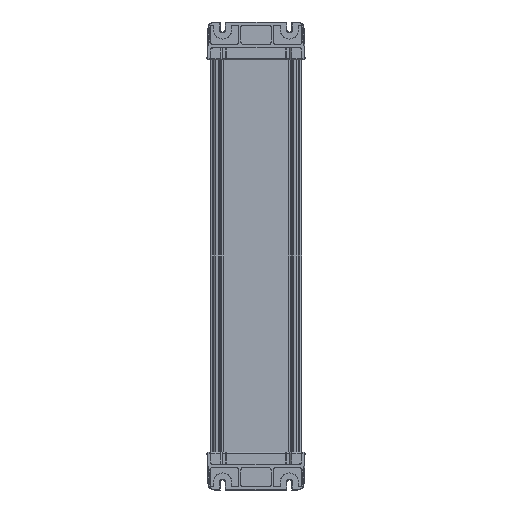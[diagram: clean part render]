
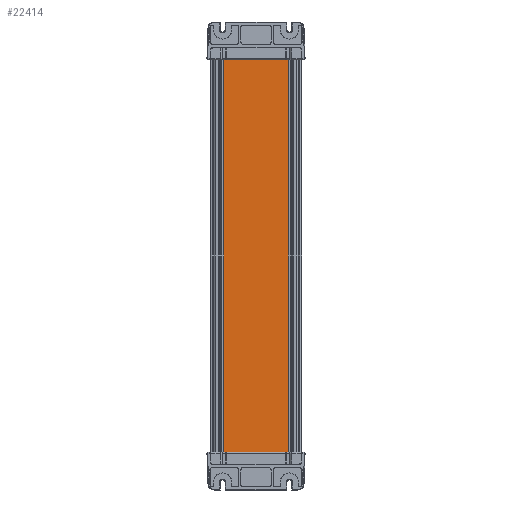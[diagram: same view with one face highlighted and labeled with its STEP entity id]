
A CAD part, front view. The second image highlights one B-rep face of the part: STEP entity #22414.
In plain terms, the highlighted planar face has unit normal (0, -1, 0).
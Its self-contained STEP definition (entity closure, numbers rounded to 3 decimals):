
#34 = EDGE_CURVE ( 'Defeatured_2_75+Defeatured_2_1+Defeatured_2_74+Defeatured_2_76', #26884, #23457, #40954, .T. ) ;
#1851 = CARTESIAN_POINT ( 'NONE',  ( -121.693, -37.619, -25.222 ) ) ;
#4660 = CARTESIAN_POINT ( 'NONE',  ( -121.693, -37.619, 317.778 ) ) ;
#6173 = DIRECTION ( 'NONE',  ( 0., 1., 0. ) ) ;
#9925 = DIRECTION ( 'NONE',  ( 0., 0., -1. ) ) ;
#11088 = VERTEX_POINT ( 'NONE', #36163 ) ;
#11350 = EDGE_CURVE ( 'Defeatured_2_75+Defeatured_2_74+Defeatured_2_0+Defeatured_2_1', #50391, #26884, #17585, .T. ) ;
#12572 = LINE ( 'NONE', #12789, #43851 ) ;
#12789 = CARTESIAN_POINT ( 'NONE',  ( -121.693, -37.619, 317.778 ) ) ;
#15607 = ORIENTED_EDGE ( 'NONE', *, *, #32675, .F. ) ;
#17399 = DIRECTION ( 'NONE',  ( 0., 0., -1. ) ) ;
#17585 = LINE ( 'NONE', #21990, #38001 ) ;
#18590 = AXIS2_PLACEMENT_3D ( 'NONE', #42621, #6173, #9925 ) ;
#20084 = CARTESIAN_POINT ( 'NONE',  ( -121.693, -37.619, -25.222 ) ) ;
#21990 = CARTESIAN_POINT ( 'NONE',  ( -121.693, -37.619, 317.778 ) ) ;
#22414 = ADVANCED_FACE ( 'Defeatured_2_75', ( #41383 ), #26384, .F. ) ;
#22743 = DIRECTION ( 'NONE',  ( 1., 0., 0. ) ) ;
#23457 = VERTEX_POINT ( 'NONE', #34470 ) ;
#26384 = PLANE ( 'NONE',  #18590 ) ;
#26884 = VERTEX_POINT ( 'NONE', #1851 ) ;
#27203 = ORIENTED_EDGE ( 'NONE', *, *, #35002, .F. ) ;
#27219 = EDGE_LOOP ( 'NONE', ( #37574, #27203, #15607, #52946 ) ) ;
#32675 = EDGE_CURVE ( 'Defeatured_2_0+Defeatured_2_75+Defeatured_2_74+Defeatured_2_76', #50391, #11088, #12572, .T. ) ;
#33141 = DIRECTION ( 'NONE',  ( 1., 0., 0. ) ) ;
#34470 = CARTESIAN_POINT ( 'NONE',  ( -68.693, -37.619, -25.222 ) ) ;
#35002 = EDGE_CURVE ( 'Defeatured_2_76+Defeatured_2_75+Defeatured_2_0+Defeatured_2_1', #11088, #23457, #43737, .T. ) ;
#36163 = CARTESIAN_POINT ( 'NONE',  ( -68.693, -37.619, 317.778 ) ) ;
#37574 = ORIENTED_EDGE ( 'NONE', *, *, #34, .T. ) ;
#38001 = VECTOR ( 'NONE', #17399, 1000. ) ;
#40954 = LINE ( 'NONE', #20084, #46657 ) ;
#41383 = FACE_OUTER_BOUND ( 'NONE', #27219, .T. ) ;
#42621 = CARTESIAN_POINT ( 'NONE',  ( -121.693, -37.619, 317.778 ) ) ;
#43737 = LINE ( 'NONE', #50056, #48862 ) ;
#43851 = VECTOR ( 'NONE', #33141, 1000. ) ;
#46657 = VECTOR ( 'NONE', #22743, 1000. ) ;
#48862 = VECTOR ( 'NONE', #49711, 1000. ) ;
#49711 = DIRECTION ( 'NONE',  ( 0., 0., -1. ) ) ;
#50056 = CARTESIAN_POINT ( 'NONE',  ( -68.693, -37.619, 317.778 ) ) ;
#50391 = VERTEX_POINT ( 'NONE', #4660 ) ;
#52946 = ORIENTED_EDGE ( 'NONE', *, *, #11350, .T. ) ;
